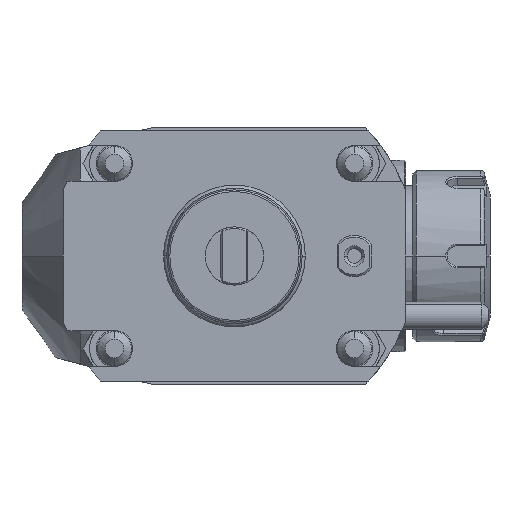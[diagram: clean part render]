
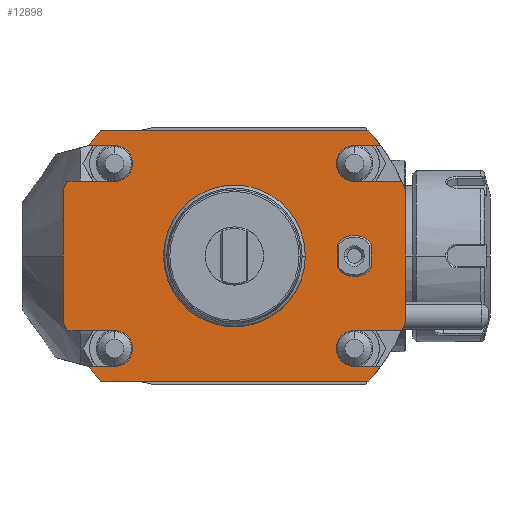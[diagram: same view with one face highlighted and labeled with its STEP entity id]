
A CAD part, front view. The second image highlights one B-rep face of the part: STEP entity #12898.
In plain terms, the highlighted planar face has unit normal (0, -1, 0).
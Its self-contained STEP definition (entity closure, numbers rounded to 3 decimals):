
#3974=DIRECTION('',(1.,0.,0.));
#3975=VECTOR('',#3974,7.687);
#3976=CARTESIAN_POINT('',(35.,0.,-32.25));
#3977=LINE('',#3976,#3975);
#3978=CARTESIAN_POINT('',(0.,0.,0.));
#3979=DIRECTION('',(0.,1.,0.));
#3980=DIRECTION('',(0.798,0.,-0.603));
#3981=AXIS2_PLACEMENT_3D('',#3978,#3979,#3980);
#3983=DIRECTION('',(-1.,0.,0.));
#3984=VECTOR('',#3983,78.23);
#3985=CARTESIAN_POINT('',(39.115,0.,-36.5));
#3986=LINE('',#3985,#3984);
#3987=CARTESIAN_POINT('',(0.,0.,0.));
#3988=DIRECTION('',(0.,1.,0.));
#3989=DIRECTION('',(-0.731,0.,-0.682));
#3990=AXIS2_PLACEMENT_3D('',#3987,#3988,#3989);
#3992=DIRECTION('',(1.,0.,0.));
#3993=VECTOR('',#3992,7.687);
#3994=CARTESIAN_POINT('',(-42.687,0.,-32.25));
#3995=LINE('',#3994,#3993);
#3996=CARTESIAN_POINT('',(-35.,0.,-27.));
#3997=DIRECTION('',(0.,-1.,0.));
#3998=DIRECTION('',(0.,0.,-1.));
#3999=AXIS2_PLACEMENT_3D('',#3996,#3997,#3998);
#4001=DIRECTION('',(-1.,0.,0.));
#4002=VECTOR('',#4001,13.879);
#4003=CARTESIAN_POINT('',(-35.,0.,-21.75));
#4004=LINE('',#4003,#4002);
#4005=CARTESIAN_POINT('',(0.,0.,0.));
#4006=DIRECTION('',(0.,1.,0.));
#4007=DIRECTION('',(-0.914,0.,-0.407));
#4008=AXIS2_PLACEMENT_3D('',#4005,#4006,#4007);
#4010=DIRECTION('',(0.,0.,1.));
#4011=VECTOR('',#4010,38.066);
#4012=CARTESIAN_POINT('',(-50.,0.,-19.033));
#4013=LINE('',#4012,#4011);
#4014=CARTESIAN_POINT('',(0.,0.,0.));
#4015=DIRECTION('',(0.,1.,0.));
#4016=DIRECTION('',(-0.935,0.,0.356));
#4017=AXIS2_PLACEMENT_3D('',#4014,#4015,#4016);
#4019=DIRECTION('',(1.,0.,0.));
#4020=VECTOR('',#4019,13.879);
#4021=CARTESIAN_POINT('',(-48.879,0.,21.75));
#4022=LINE('',#4021,#4020);
#4023=CARTESIAN_POINT('',(-35.,0.,27.));
#4024=DIRECTION('',(0.,-1.,0.));
#4025=DIRECTION('',(0.,0.,-1.));
#4026=AXIS2_PLACEMENT_3D('',#4023,#4024,#4025);
#4028=DIRECTION('',(-1.,0.,0.));
#4029=VECTOR('',#4028,7.687);
#4030=CARTESIAN_POINT('',(-35.,0.,32.25));
#4031=LINE('',#4030,#4029);
#4032=CARTESIAN_POINT('',(0.,0.,0.));
#4033=DIRECTION('',(0.,1.,0.));
#4034=DIRECTION('',(-0.798,0.,0.603));
#4035=AXIS2_PLACEMENT_3D('',#4032,#4033,#4034);
#4037=DIRECTION('',(1.,0.,0.));
#4038=VECTOR('',#4037,78.23);
#4039=CARTESIAN_POINT('',(-39.115,0.,36.5));
#4040=LINE('',#4039,#4038);
#4041=CARTESIAN_POINT('',(0.,0.,0.));
#4042=DIRECTION('',(0.,1.,0.));
#4043=DIRECTION('',(0.731,0.,0.682));
#4044=AXIS2_PLACEMENT_3D('',#4041,#4042,#4043);
#4046=DIRECTION('',(-1.,0.,0.));
#4047=VECTOR('',#4046,7.687);
#4048=CARTESIAN_POINT('',(42.687,0.,32.25));
#4049=LINE('',#4048,#4047);
#4050=CARTESIAN_POINT('',(35.,0.,27.));
#4051=DIRECTION('',(0.,-1.,0.));
#4052=DIRECTION('',(0.,0.,1.));
#4053=AXIS2_PLACEMENT_3D('',#4050,#4051,#4052);
#4055=DIRECTION('',(1.,0.,0.));
#4056=VECTOR('',#4055,13.879);
#4057=CARTESIAN_POINT('',(35.,0.,21.75));
#4058=LINE('',#4057,#4056);
#4059=CARTESIAN_POINT('',(0.,0.,0.));
#4060=DIRECTION('',(0.,1.,0.));
#4061=DIRECTION('',(0.914,0.,0.407));
#4062=AXIS2_PLACEMENT_3D('',#4059,#4060,#4061);
#4064=DIRECTION('',(0.,0.,-1.));
#4065=VECTOR('',#4064,38.066);
#4066=CARTESIAN_POINT('',(50.,0.,19.033));
#4067=LINE('',#4066,#4065);
#4068=CARTESIAN_POINT('',(0.,0.,0.));
#4069=DIRECTION('',(0.,1.,0.));
#4070=DIRECTION('',(0.935,0.,-0.356));
#4071=AXIS2_PLACEMENT_3D('',#4068,#4069,#4070);
#4073=DIRECTION('',(-1.,0.,0.));
#4074=VECTOR('',#4073,13.879);
#4075=CARTESIAN_POINT('',(48.879,0.,-21.75));
#4076=LINE('',#4075,#4074);
#4077=CARTESIAN_POINT('',(35.,0.,-27.));
#4078=DIRECTION('',(0.,-1.,0.));
#4079=DIRECTION('',(0.,0.,1.));
#4080=AXIS2_PLACEMENT_3D('',#4077,#4078,#4079);
#5539=CARTESIAN_POINT('',(35.,0.,0.));
#5540=DIRECTION('',(0.,-1.,0.));
#5541=DIRECTION('',(-0.833,0.,-0.553));
#5542=AXIS2_PLACEMENT_3D('',#5539,#5540,#5541);
#5557=DIRECTION('',(0.,0.,-1.));
#5558=VECTOR('',#5557,6.633);
#5559=CARTESIAN_POINT('',(30.,0.,3.317));
#5560=LINE('',#5559,#5558);
#5565=CARTESIAN_POINT('',(35.,0.,0.));
#5566=DIRECTION('',(0.,-1.,0.));
#5567=DIRECTION('',(0.833,0.,0.553));
#5568=AXIS2_PLACEMENT_3D('',#5565,#5566,#5567);
#5583=DIRECTION('',(0.,0.,-1.));
#5584=VECTOR('',#5583,6.633);
#5585=CARTESIAN_POINT('',(40.,0.,3.317));
#5586=LINE('',#5585,#5584);
#5683=CARTESIAN_POINT('',(0.,0.,0.));
#5684=DIRECTION('',(0.,1.,0.));
#5685=DIRECTION('',(1.,0.,0.));
#5686=AXIS2_PLACEMENT_3D('',#5683,#5684,#5685);
#5688=CARTESIAN_POINT('',(0.,0.,0.));
#5689=DIRECTION('',(0.,1.,0.));
#5690=DIRECTION('',(-1.,0.,0.));
#5691=AXIS2_PLACEMENT_3D('',#5688,#5689,#5690);
#8050=CARTESIAN_POINT('',(35.,0.,32.25));
#8051=CARTESIAN_POINT('',(35.,0.,21.75));
#8052=VERTEX_POINT('',#8050);
#8053=VERTEX_POINT('',#8051);
#8058=CARTESIAN_POINT('',(35.,0.,-21.75));
#8059=CARTESIAN_POINT('',(35.,0.,-32.25));
#8060=VERTEX_POINT('',#8058);
#8061=VERTEX_POINT('',#8059);
#8066=CARTESIAN_POINT('',(-35.,0.,21.75));
#8067=CARTESIAN_POINT('',(-35.,0.,32.25));
#8068=VERTEX_POINT('',#8066);
#8069=VERTEX_POINT('',#8067);
#8074=CARTESIAN_POINT('',(-35.,0.,-32.25));
#8075=CARTESIAN_POINT('',(-35.,0.,-21.75));
#8076=VERTEX_POINT('',#8074);
#8077=VERTEX_POINT('',#8075);
#8884=CARTESIAN_POINT('',(-48.879,0.,-21.75));
#8885=CARTESIAN_POINT('',(-50.,0.,-19.033));
#8886=VERTEX_POINT('',#8884);
#8887=VERTEX_POINT('',#8885);
#8888=CARTESIAN_POINT('',(-50.,0.,19.033));
#8889=CARTESIAN_POINT('',(-48.879,0.,21.75));
#8890=VERTEX_POINT('',#8888);
#8891=VERTEX_POINT('',#8889);
#8892=CARTESIAN_POINT('',(-42.687,0.,32.25));
#8893=CARTESIAN_POINT('',(-39.115,0.,36.5));
#8894=VERTEX_POINT('',#8892);
#8895=VERTEX_POINT('',#8893);
#8896=CARTESIAN_POINT('',(39.115,0.,36.5));
#8897=CARTESIAN_POINT('',(42.687,0.,32.25));
#8898=VERTEX_POINT('',#8896);
#8899=VERTEX_POINT('',#8897);
#8900=CARTESIAN_POINT('',(48.879,0.,21.75));
#8901=CARTESIAN_POINT('',(50.,0.,19.033));
#8902=VERTEX_POINT('',#8900);
#8903=VERTEX_POINT('',#8901);
#8904=CARTESIAN_POINT('',(50.,0.,-19.033));
#8905=CARTESIAN_POINT('',(48.879,0.,-21.75));
#8906=VERTEX_POINT('',#8904);
#8907=VERTEX_POINT('',#8905);
#8908=CARTESIAN_POINT('',(42.687,0.,-32.25));
#8909=CARTESIAN_POINT('',(39.115,0.,-36.5));
#8910=VERTEX_POINT('',#8908);
#8911=VERTEX_POINT('',#8909);
#8912=CARTESIAN_POINT('',(-39.115,0.,-36.5));
#8913=CARTESIAN_POINT('',(-42.687,0.,-32.25));
#8914=VERTEX_POINT('',#8912);
#8915=VERTEX_POINT('',#8913);
#8928=CARTESIAN_POINT('',(19.853,0.,0.));
#8929=CARTESIAN_POINT('',(-19.853,0.,0.));
#8930=VERTEX_POINT('',#8928);
#8931=VERTEX_POINT('',#8929);
#8936=CARTESIAN_POINT('',(30.,0.,-3.317));
#8937=CARTESIAN_POINT('',(40.,0.,-3.317));
#8938=VERTEX_POINT('',#8936);
#8939=VERTEX_POINT('',#8937);
#8940=CARTESIAN_POINT('',(40.,0.,3.317));
#8941=CARTESIAN_POINT('',(30.,0.,3.317));
#8942=VERTEX_POINT('',#8940);
#8943=VERTEX_POINT('',#8941);
#12832=CARTESIAN_POINT('',(0.,0.,0.));
#12833=DIRECTION('',(0.,-1.,0.));
#12834=DIRECTION('',(-1.,0.,0.));
#12835=AXIS2_PLACEMENT_3D('',#12832,#12833,#12834);
#12836=PLANE('',#12835);
#12838=ORIENTED_EDGE('',*,*,#12837,.T.);
#12840=ORIENTED_EDGE('',*,*,#12839,.T.);
#12842=ORIENTED_EDGE('',*,*,#12841,.T.);
#12844=ORIENTED_EDGE('',*,*,#12843,.T.);
#12846=ORIENTED_EDGE('',*,*,#12845,.T.);
#12848=ORIENTED_EDGE('',*,*,#12847,.T.);
#12850=ORIENTED_EDGE('',*,*,#12849,.T.);
#12852=ORIENTED_EDGE('',*,*,#12851,.T.);
#12854=ORIENTED_EDGE('',*,*,#12853,.T.);
#12856=ORIENTED_EDGE('',*,*,#12855,.T.);
#12858=ORIENTED_EDGE('',*,*,#12857,.T.);
#12860=ORIENTED_EDGE('',*,*,#12859,.T.);
#12861=ORIENTED_EDGE('',*,*,#12752,.T.);
#12862=ORIENTED_EDGE('',*,*,#12770,.T.);
#12863=ORIENTED_EDGE('',*,*,#12784,.T.);
#12864=ORIENTED_EDGE('',*,*,#12805,.T.);
#12865=ORIENTED_EDGE('',*,*,#12818,.T.);
#12867=ORIENTED_EDGE('',*,*,#12866,.T.);
#12869=ORIENTED_EDGE('',*,*,#12868,.T.);
#12871=ORIENTED_EDGE('',*,*,#12870,.T.);
#12873=ORIENTED_EDGE('',*,*,#12872,.T.);
#12875=ORIENTED_EDGE('',*,*,#12874,.T.);
#12877=ORIENTED_EDGE('',*,*,#12876,.T.);
#12879=ORIENTED_EDGE('',*,*,#12878,.T.);
#12880=EDGE_LOOP('',(#12838,#12840,#12842,#12844,#12846,#12848,#12850,#12852,
#12854,#12856,#12858,#12860,#12861,#12862,#12863,#12864,#12865,#12867,#12869,
#12871,#12873,#12875,#12877,#12879));
#12881=FACE_OUTER_BOUND('',#12880,.F.);
#12883=ORIENTED_EDGE('',*,*,#12882,.T.);
#12885=ORIENTED_EDGE('',*,*,#12884,.F.);
#12887=ORIENTED_EDGE('',*,*,#12886,.T.);
#12889=ORIENTED_EDGE('',*,*,#12888,.T.);
#12890=EDGE_LOOP('',(#12883,#12885,#12887,#12889));
#12891=FACE_BOUND('',#12890,.F.);
#12893=ORIENTED_EDGE('',*,*,#12892,.F.);
#12895=ORIENTED_EDGE('',*,*,#12894,.F.);
#12896=EDGE_LOOP('',(#12893,#12895));
#12897=FACE_BOUND('',#12896,.F.);
#3982=CIRCLE('',#3981,53.5);
#3991=CIRCLE('',#3990,53.5);
#4000=CIRCLE('',#3999,5.25);
#4009=CIRCLE('',#4008,53.5);
#4018=CIRCLE('',#4017,53.5);
#4027=CIRCLE('',#4026,5.25);
#4036=CIRCLE('',#4035,53.5);
#4045=CIRCLE('',#4044,53.5);
#4054=CIRCLE('',#4053,5.25);
#4063=CIRCLE('',#4062,53.5);
#4072=CIRCLE('',#4071,53.5);
#4081=CIRCLE('',#4080,5.25);
#5543=CIRCLE('',#5542,6.);
#5569=CIRCLE('',#5568,6.);
#5687=CIRCLE('',#5686,19.853);
#5692=CIRCLE('',#5691,19.853);
#12752=EDGE_CURVE('',#8069,#8894,#4031,.T.);
#12770=EDGE_CURVE('',#8894,#8895,#4036,.T.);
#12784=EDGE_CURVE('',#8895,#8898,#4040,.T.);
#12805=EDGE_CURVE('',#8898,#8899,#4045,.T.);
#12818=EDGE_CURVE('',#8899,#8052,#4049,.T.);
#12837=EDGE_CURVE('',#8061,#8910,#3977,.T.);
#12839=EDGE_CURVE('',#8910,#8911,#3982,.T.);
#12841=EDGE_CURVE('',#8911,#8914,#3986,.T.);
#12843=EDGE_CURVE('',#8914,#8915,#3991,.T.);
#12845=EDGE_CURVE('',#8915,#8076,#3995,.T.);
#12847=EDGE_CURVE('',#8076,#8077,#4000,.T.);
#12849=EDGE_CURVE('',#8077,#8886,#4004,.T.);
#12851=EDGE_CURVE('',#8886,#8887,#4009,.T.);
#12853=EDGE_CURVE('',#8887,#8890,#4013,.T.);
#12855=EDGE_CURVE('',#8890,#8891,#4018,.T.);
#12857=EDGE_CURVE('',#8891,#8068,#4022,.T.);
#12859=EDGE_CURVE('',#8068,#8069,#4027,.T.);
#12866=EDGE_CURVE('',#8052,#8053,#4054,.T.);
#12868=EDGE_CURVE('',#8053,#8902,#4058,.T.);
#12870=EDGE_CURVE('',#8902,#8903,#4063,.T.);
#12872=EDGE_CURVE('',#8903,#8906,#4067,.T.);
#12874=EDGE_CURVE('',#8906,#8907,#4072,.T.);
#12876=EDGE_CURVE('',#8907,#8060,#4076,.T.);
#12878=EDGE_CURVE('',#8060,#8061,#4081,.T.);
#12882=EDGE_CURVE('',#8938,#8939,#5543,.T.);
#12884=EDGE_CURVE('',#8942,#8939,#5586,.T.);
#12886=EDGE_CURVE('',#8942,#8943,#5569,.T.);
#12888=EDGE_CURVE('',#8943,#8938,#5560,.T.);
#12892=EDGE_CURVE('',#8930,#8931,#5687,.T.);
#12894=EDGE_CURVE('',#8931,#8930,#5692,.T.);
#12898=ADVANCED_FACE('',(#12881,#12891,#12897),#12836,.T.);
